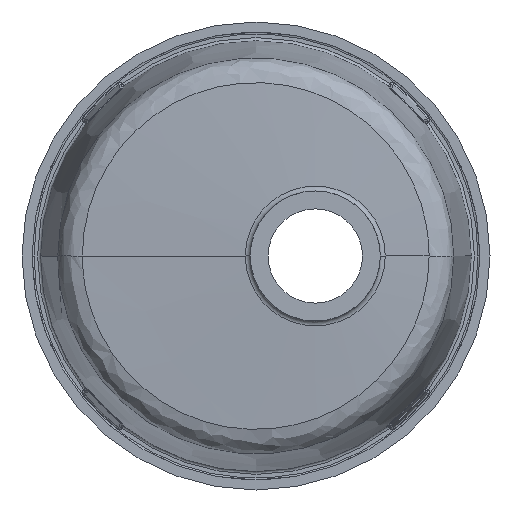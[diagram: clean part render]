
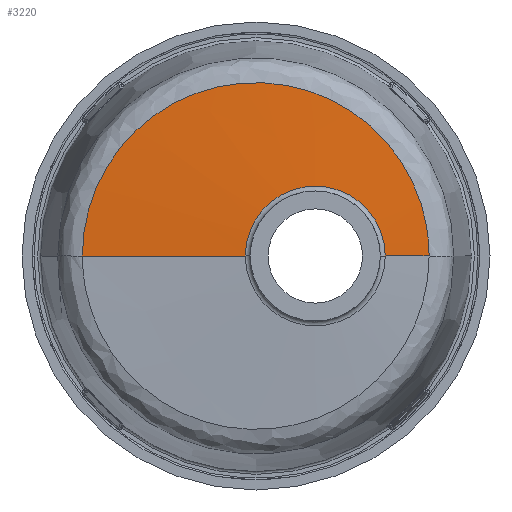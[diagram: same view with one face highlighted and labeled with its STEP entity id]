
A CAD part, front view. The second image highlights one B-rep face of the part: STEP entity #3220.
In plain terms, the highlighted conical face has half-angle 87 degrees and reference radius 145.604 mm.
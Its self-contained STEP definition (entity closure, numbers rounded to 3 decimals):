
#331=CARTESIAN_POINT('',(57.,-230.5,0.));
#332=DIRECTION('',(0.,-1.,0.));
#333=DIRECTION('',(1.,0.,0.));
#334=AXIS2_PLACEMENT_3D('',#331,#332,#333);
#336=DIRECTION('',(-0.999,0.052,0.));
#337=VECTOR('',#336,156.967);
#338=CARTESIAN_POINT('',(-10.228,-230.5,
0.));
#339=LINE('',#338,#337);
#340=CARTESIAN_POINT('',(-166.98,-222.285,
0.));
#341=CARTESIAN_POINT('',(-166.98,-222.285,8.267));
#342=CARTESIAN_POINT('',(-165.746,-222.302,24.837));
#343=CARTESIAN_POINT('',(-160.218,-222.376,49.15));
#344=CARTESIAN_POINT('',(-151.132,-222.499,72.386));
#345=CARTESIAN_POINT('',(-138.687,-222.67,94.021));
#346=CARTESIAN_POINT('',(-123.154,-222.887,113.565));
#347=CARTESIAN_POINT('',(-104.93,-223.147,130.556));
#348=CARTESIAN_POINT('',(-84.253,-223.45,144.721));
#349=CARTESIAN_POINT('',(-61.825,-223.789,155.589));
#350=CARTESIAN_POINT('',(-37.841,-224.164,163.047));
#351=CARTESIAN_POINT('',(-13.195,-224.566,166.815));
#352=CARTESIAN_POINT('',(11.88,-224.992,166.87));
#353=CARTESIAN_POINT('',(36.542,-225.432,163.208));
#354=CARTESIAN_POINT('',(60.502,-225.883,155.879));
#355=CARTESIAN_POINT('',(83.006,-226.33,145.109));
#356=CARTESIAN_POINT('',(103.764,-226.767,131.033));
#357=CARTESIAN_POINT('',(122.13,-227.177,114.073));
#358=CARTESIAN_POINT('',(137.832,-227.548,94.476));
#359=CARTESIAN_POINT('',(150.397,-227.862,72.795));
#360=CARTESIAN_POINT('',(159.595,-228.102,49.473));
#361=CARTESIAN_POINT('',(165.201,-228.253,24.981));
#362=CARTESIAN_POINT('',(166.455,-228.287,8.398));
#363=CARTESIAN_POINT('',(166.455,-228.287,
0.));
#365=DIRECTION('',(-0.999,-0.052,0.));
#366=VECTOR('',#365,42.285);
#367=CARTESIAN_POINT('',(166.455,-228.287,
0.));
#368=LINE('',#367,#366);
#374=CARTESIAN_POINT('',(166.455,-228.287,
0.));
#397=CARTESIAN_POINT('',(-166.98,-222.285,
0.));
#2308=VERTEX_POINT('',#374);
#2309=VERTEX_POINT('',#397);
#2318=CARTESIAN_POINT('',(-10.228,-230.5,0.));
#2319=CARTESIAN_POINT('',(124.228,-230.5,0.));
#2320=VERTEX_POINT('',#2318);
#2321=VERTEX_POINT('',#2319);
#3206=CARTESIAN_POINT('',(57.,-226.393,0.));
#3207=DIRECTION('',(0.,1.,0.));
#3208=DIRECTION('',(1.,0.,0.));
#3209=AXIS2_PLACEMENT_3D('',#3206,#3207,#3208);
#3210=CONICAL_SURFACE('',#3209,145.604,87.);
#3211=ORIENTED_EDGE('',*,*,#3196,.T.);
#3213=ORIENTED_EDGE('',*,*,#3212,.T.);
#3215=ORIENTED_EDGE('',*,*,#3214,.T.);
#3217=ORIENTED_EDGE('',*,*,#3216,.T.);
#3218=EDGE_LOOP('',(#3211,#3213,#3215,#3217));
#3219=FACE_OUTER_BOUND('',#3218,.F.);
#3220=ADVANCED_FACE('',(#3219),#3210,.T.);
#335=CIRCLE('',#334,67.228);
#364=B_SPLINE_CURVE_WITH_KNOTS('',3,(#340,#341,#342,#343,#344,#345,#346,#347,
#348,#349,#350,#351,#352,#353,#354,#355,#356,#357,#358,#359,#360,#361,#362,
#363),.UNSPECIFIED.,.F.,.F.,(4,1,1,1,1,1,1,1,1,1,1,1,1,1,1,1,1,1,1,1,1,4),(0.,
0.048,0.095,0.143,0.19,
0.238,0.286,0.333,0.381,
0.429,0.476,0.524,0.571,
0.619,0.667,0.714,0.762,
0.81,0.857,0.905,0.952,1.),
.UNSPECIFIED.);
#3196=EDGE_CURVE('',#2321,#2320,#335,.T.);
#3212=EDGE_CURVE('',#2320,#2309,#339,.T.);
#3214=EDGE_CURVE('',#2309,#2308,#364,.T.);
#3216=EDGE_CURVE('',#2308,#2321,#368,.T.);
